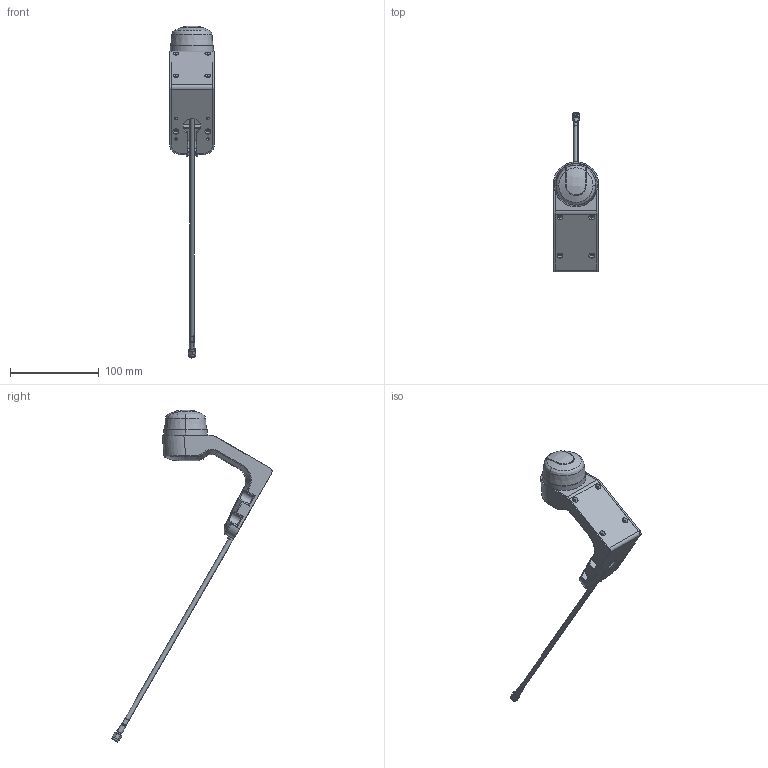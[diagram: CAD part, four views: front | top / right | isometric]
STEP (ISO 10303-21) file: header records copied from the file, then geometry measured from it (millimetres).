
FILE_DESCRIPTION (( 'STEP AP214' ), '1' );
FILE_NAME ('G20.B.305111.wmc_web.STEP', '2020-06-03T01:48:51', ( '' ), ( '' ), 'SwSTEP 2.0', 'SolidWorks 2018', '' );
FILE_SCHEMA (( 'AUTOMOTIVE_DESIGN' ));
Length unit declared in the file: millimetre
Products named in the file (2): G20.B.305111.wmc_web
Bounding box: 50.6 x 180.74 x 374.51 mm (x, y, z)
Surface area: 53321.6 mm2 (no closed solid volume)
Topology: 0 solids, 14 shells, 423 faces, 1353 edges, 915 vertices
Faces by surface type: bspline 201, cylinder 115, plane 73, cone 26, torus 8
Entity records: 51021 total; most frequent: CARTESIAN_POINT 36389, ORIENTED_EDGE 2249, DIRECTION 1523, EDGE_CURVE 1353, VERTEX_POINT 915, AXIS2_PLACEMENT_3D 516, LINE 491, VECTOR 491
